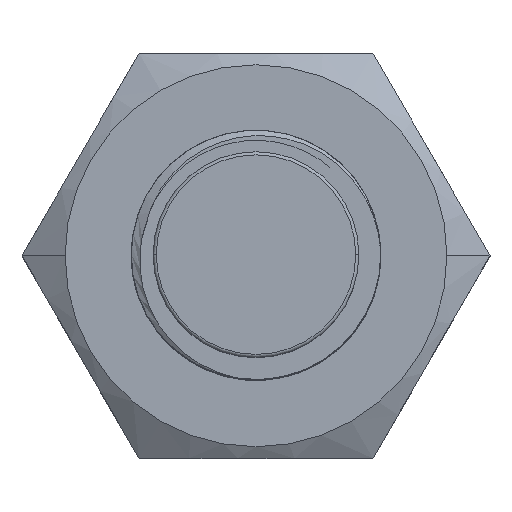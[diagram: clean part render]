
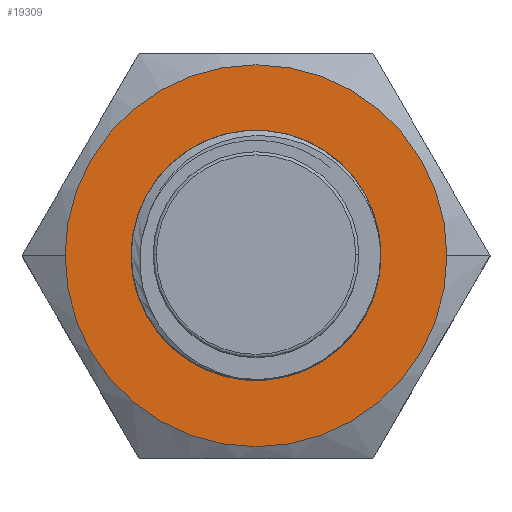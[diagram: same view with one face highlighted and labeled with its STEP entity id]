
A CAD part, top view. The second image highlights one B-rep face of the part: STEP entity #19309.
In plain terms, the highlighted planar face has unit normal (0, 0, 1).
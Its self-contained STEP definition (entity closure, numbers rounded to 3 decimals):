
#204=CARTESIAN_POINT('',(-9.409,7.841,-20.5));
#205=DIRECTION('',(0.,0.,-1.));
#206=DIRECTION('',(1.,0.,0.));
#207=AXIS2_PLACEMENT_3D('',#204,#205,#206);
#209=CARTESIAN_POINT('',(-9.409,7.841,-20.5));
#210=DIRECTION('',(0.,0.,-1.));
#211=DIRECTION('',(-1.,0.,0.));
#212=AXIS2_PLACEMENT_3D('',#209,#210,#211);
#214=CARTESIAN_POINT('',(-12.959,8.79,-20.5));
#215=CARTESIAN_POINT('',(-12.999,8.665,-20.5));
#216=CARTESIAN_POINT('',(-13.068,8.408,-20.5));
#217=CARTESIAN_POINT('',(-13.13,7.995,-20.5));
#218=CARTESIAN_POINT('',(-13.144,7.564,-20.5));
#219=CARTESIAN_POINT('',(-13.108,7.125,-20.5));
#220=CARTESIAN_POINT('',(-13.021,6.694,-20.5));
#221=CARTESIAN_POINT('',(-12.886,6.278,-20.5));
#222=CARTESIAN_POINT('',(-12.709,5.885,-20.5));
#223=CARTESIAN_POINT('',(-12.483,5.508,-20.5));
#224=CARTESIAN_POINT('',(-12.2,5.137,-20.5));
#225=CARTESIAN_POINT('',(-11.849,4.785,-20.5));
#226=CARTESIAN_POINT('',(-11.478,4.499,-20.5));
#227=CARTESIAN_POINT('',(-11.112,4.277,-20.5));
#228=CARTESIAN_POINT('',(-10.744,4.104,-20.5));
#229=CARTESIAN_POINT('',(-10.37,3.972,-20.5));
#230=CARTESIAN_POINT('',(-10.109,3.907,-20.5));
#231=CARTESIAN_POINT('',(-9.976,3.881,-20.5));
#233=CARTESIAN_POINT('',(-9.409,7.841,-20.5));
#234=DIRECTION('',(0.,0.,1.));
#235=DIRECTION('',(-0.142,-0.99,0.));
#236=AXIS2_PLACEMENT_3D('',#233,#234,#235);
#238=CARTESIAN_POINT('',(-5.409,7.842,-20.5));
#239=CARTESIAN_POINT('',(-5.409,8.048,-20.5));
#240=CARTESIAN_POINT('',(-5.44,8.451,-20.5));
#241=CARTESIAN_POINT('',(-5.578,9.045,-20.5));
#242=CARTESIAN_POINT('',(-5.806,9.613,-20.5));
#243=CARTESIAN_POINT('',(-6.119,10.143,-20.5));
#244=CARTESIAN_POINT('',(-6.509,10.618,-20.5));
#245=CARTESIAN_POINT('',(-6.966,11.028,-20.5));
#246=CARTESIAN_POINT('',(-7.479,11.362,-20.5));
#247=CARTESIAN_POINT('',(-8.036,11.614,-20.5));
#248=CARTESIAN_POINT('',(-8.624,11.779,-20.5));
#249=CARTESIAN_POINT('',(-9.23,11.852,-20.5));
#250=CARTESIAN_POINT('',(-9.84,11.833,-20.5));
#251=CARTESIAN_POINT('',(-10.441,11.721,-20.5));
#252=CARTESIAN_POINT('',(-11.019,11.519,-20.5));
#253=CARTESIAN_POINT('',(-11.559,11.232,-20.5));
#254=CARTESIAN_POINT('',(-12.046,10.869,-20.5));
#255=CARTESIAN_POINT('',(-12.477,10.432,-20.5));
#256=CARTESIAN_POINT('',(-12.837,9.932,-20.5));
#257=CARTESIAN_POINT('',(-13.115,9.385,-20.5));
#258=CARTESIAN_POINT('',(-13.308,8.8,-20.5));
#259=CARTESIAN_POINT('',(-13.408,8.202,-20.5));
#260=CARTESIAN_POINT('',(-13.417,7.588,-20.5));
#261=CARTESIAN_POINT('',(-13.331,6.979,-20.5));
#262=CARTESIAN_POINT('',(-13.213,6.587,-20.5));
#263=CARTESIAN_POINT('',(-13.138,6.394,-20.5));
#265=CARTESIAN_POINT('',(-13.138,6.394,-20.5));
#266=CARTESIAN_POINT('',(-13.198,6.575,-20.5));
#267=CARTESIAN_POINT('',(-13.29,6.939,-20.5));
#268=CARTESIAN_POINT('',(-13.352,7.497,-20.5));
#269=CARTESIAN_POINT('',(-13.336,8.048,-20.5));
#270=CARTESIAN_POINT('',(-13.244,8.586,-20.5));
#271=CARTESIAN_POINT('',(-13.069,9.124,-20.5));
#272=CARTESIAN_POINT('',(-12.82,9.624,-20.5));
#273=CARTESIAN_POINT('',(-12.512,10.069,-20.5));
#274=CARTESIAN_POINT('',(-12.14,10.471,-20.5));
#275=CARTESIAN_POINT('',(-11.855,10.701,-20.5));
#276=CARTESIAN_POINT('',(-11.702,10.807,-20.5));
#278=CARTESIAN_POINT('',(-11.702,10.807,-20.5));
#279=CARTESIAN_POINT('',(-11.811,10.718,-20.5));
#280=CARTESIAN_POINT('',(-12.015,10.53,-20.5));
#281=CARTESIAN_POINT('',(-12.281,10.223,-20.5));
#282=CARTESIAN_POINT('',(-12.509,9.895,-20.5));
#283=CARTESIAN_POINT('',(-12.701,9.544,-20.5));
#284=CARTESIAN_POINT('',(-12.853,9.175,-20.5));
#285=CARTESIAN_POINT('',(-12.928,8.92,-20.5));
#286=CARTESIAN_POINT('',(-12.959,8.79,-20.5));
#10093=CARTESIAN_POINT('',(-13.138,6.394,
-20.5));
#17921=CARTESIAN_POINT('',(-3.284,7.841,-20.5));
#17922=CARTESIAN_POINT('',(-15.534,7.841,-20.5));
#17923=VERTEX_POINT('',#17921);
#17924=VERTEX_POINT('',#17922);
#17931=VERTEX_POINT('',#10093);
#18744=VERTEX_POINT('',#214);
#18745=VERTEX_POINT('',#231);
#18746=VERTEX_POINT('',#278);
#18747=CARTESIAN_POINT('',(-5.409,7.841,-20.5));
#18748=VERTEX_POINT('',#18747);
#19287=CARTESIAN_POINT('',(-13.162,14.341,-20.5));
#19288=DIRECTION('',(0.,0.,1.));
#19289=DIRECTION('',(-1.,0.,0.));
#19290=AXIS2_PLACEMENT_3D('',#19287,#19288,#19289);
#19291=PLANE('',#19290);
#19292=ORIENTED_EDGE('',*,*,#19273,.T.);
#19294=ORIENTED_EDGE('',*,*,#19293,.T.);
#19295=EDGE_LOOP('',(#19292,#19294));
#19296=FACE_OUTER_BOUND('',#19295,.F.);
#19298=ORIENTED_EDGE('',*,*,#19297,.T.);
#19300=ORIENTED_EDGE('',*,*,#19299,.T.);
#19302=ORIENTED_EDGE('',*,*,#19301,.T.);
#19304=ORIENTED_EDGE('',*,*,#19303,.T.);
#19306=ORIENTED_EDGE('',*,*,#19305,.T.);
#19307=EDGE_LOOP('',(#19298,#19300,#19302,#19304,#19306));
#19308=FACE_BOUND('',#19307,.F.);
#19309=ADVANCED_FACE('',(#19296,#19308),#19291,.T.);
#208=CIRCLE('',#207,6.125);
#213=CIRCLE('',#212,6.125);
#232=B_SPLINE_CURVE_WITH_KNOTS('',3,(#214,#215,#216,#217,#218,#219,#220,#221,
#222,#223,#224,#225,#226,#227,#228,#229,#230,#231),.UNSPECIFIED.,.F.,.F.,(4,1,1,
1,1,1,1,1,1,1,1,1,1,1,1,4),(0.,0.067,0.133,0.2,
0.267,0.333,0.4,0.467,0.533,
0.6,0.667,0.733,0.8,0.867,
0.933,1.),.UNSPECIFIED.);
#237=CIRCLE('',#236,4.);
#264=B_SPLINE_CURVE_WITH_KNOTS('',3,(#238,#239,#240,#241,#242,#243,#244,#245,
#246,#247,#248,#249,#250,#251,#252,#253,#254,#255,#256,#257,#258,#259,#260,#261,
#262,#263),.UNSPECIFIED.,.F.,.F.,(4,1,1,1,1,1,1,1,1,1,1,1,1,1,1,1,1,1,1,1,1,1,1,
4),(0.,0.043,0.087,0.13,
0.174,0.217,0.261,0.304,
0.348,0.391,0.435,0.478,
0.522,0.565,0.609,0.652,
0.696,0.739,0.783,0.826,
0.87,0.913,0.957,1.),.UNSPECIFIED.);
#277=B_SPLINE_CURVE_WITH_KNOTS('',3,(#265,#266,#267,#268,#269,#270,#271,#272,
#273,#274,#275,#276),.UNSPECIFIED.,.F.,.F.,(4,1,1,1,1,1,1,1,1,4),(0.,
0.111,0.222,0.333,0.444,
0.556,0.667,0.778,0.889,1.),
.UNSPECIFIED.);
#287=B_SPLINE_CURVE_WITH_KNOTS('',3,(#278,#279,#280,#281,#282,#283,#284,#285,
#286),.UNSPECIFIED.,.F.,.F.,(4,1,1,1,1,1,4),(0.,0.167,
0.333,0.5,0.667,0.833,1.),
.UNSPECIFIED.);
#19273=EDGE_CURVE('',#17923,#17924,#208,.T.);
#19293=EDGE_CURVE('',#17924,#17923,#213,.T.);
#19297=EDGE_CURVE('',#18744,#18745,#232,.T.);
#19299=EDGE_CURVE('',#18745,#18748,#237,.T.);
#19301=EDGE_CURVE('',#18748,#17931,#264,.T.);
#19303=EDGE_CURVE('',#17931,#18746,#277,.T.);
#19305=EDGE_CURVE('',#18746,#18744,#287,.T.);
